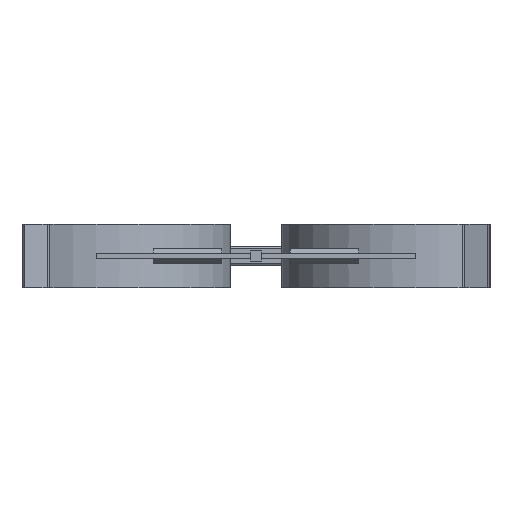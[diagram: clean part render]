
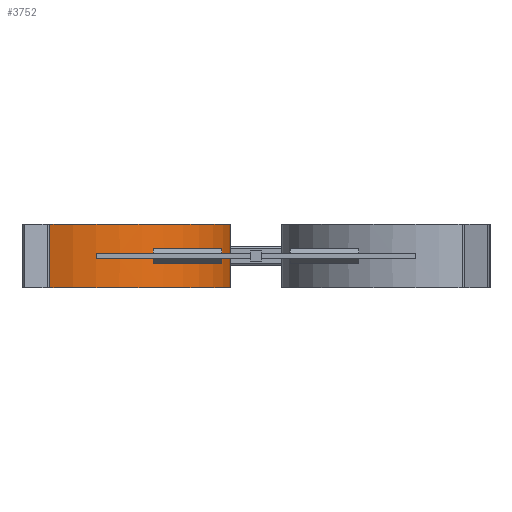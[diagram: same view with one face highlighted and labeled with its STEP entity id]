
A CAD part, left-side view. The second image highlights one B-rep face of the part: STEP entity #3752.
In plain terms, the highlighted cylindrical face has radius 59 mm (diameter 118 mm), a partial arc.
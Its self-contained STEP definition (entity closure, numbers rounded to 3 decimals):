
#229 = DIRECTION ( 'NONE',  ( 0., 0., -1. ) ) ;
#236 = FACE_OUTER_BOUND ( 'NONE', #6712, .T. ) ;
#370 = DIRECTION ( 'NONE',  ( 1., 0., 0. ) ) ;
#400 = VERTEX_POINT ( 'NONE', #2371 ) ;
#505 = CARTESIAN_POINT ( 'NONE',  ( -269., 70., -1.25 ) ) ;
#556 = AXIS2_PLACEMENT_3D ( 'NONE', #2424, #6528, #1725 ) ;
#753 = ORIENTED_EDGE ( 'NONE', *, *, #6087, .T. ) ;
#758 = LINE ( 'NONE', #8416, #2359 ) ;
#894 = EDGE_CURVE ( 'NONE', #2694, #3072, #758, .T. ) ;
#1009 = AXIS2_PLACEMENT_3D ( 'NONE', #6550, #1059, #1755 ) ;
#1059 = DIRECTION ( 'NONE',  ( 0., 0., 1. ) ) ;
#1478 = DIRECTION ( 'NONE',  ( 1., 0., 0. ) ) ;
#1549 = VERTEX_POINT ( 'NONE', #2474 ) ;
#1561 = CARTESIAN_POINT ( 'NONE',  ( -265.405, 90.282, 14. ) ) ;
#1635 = EDGE_CURVE ( 'NONE', #400, #6235, #8342, .T. ) ;
#1725 = DIRECTION ( 'NONE',  ( 1., 0., 0. ) ) ;
#1755 = DIRECTION ( 'NONE',  ( 1., 0., 0. ) ) ;
#1911 = DIRECTION ( 'NONE',  ( 0., 0., 1. ) ) ;
#1912 = VERTEX_POINT ( 'NONE', #4026 ) ;
#1958 = AXIS2_PLACEMENT_3D ( 'NONE', #6358, #229, #4350 ) ;
#2047 = ORIENTED_EDGE ( 'NONE', *, *, #2392, .T. ) ;
#2122 = CARTESIAN_POINT ( 'NONE',  ( -151., 70., -1.25 ) ) ;
#2123 = CIRCLE ( 'NONE', #1009, 59. ) ;
#2161 = CARTESIAN_POINT ( 'NONE',  ( -154.595, 90.282, -14. ) ) ;
#2179 = DIRECTION ( 'NONE',  ( 0., 0., 1. ) ) ;
#2359 = VECTOR ( 'NONE', #1911, 1000. ) ;
#2371 = CARTESIAN_POINT ( 'NONE',  ( -269., 70., -1.25 ) ) ;
#2392 = EDGE_CURVE ( 'NONE', #1912, #2694, #2123, .T. ) ;
#2406 = ORIENTED_EDGE ( 'NONE', *, *, #894, .T. ) ;
#2424 = CARTESIAN_POINT ( 'NONE',  ( -210., 70., 1.25 ) ) ;
#2474 = CARTESIAN_POINT ( 'NONE',  ( -151., 70., -1.25 ) ) ;
#2636 = AXIS2_PLACEMENT_3D ( 'NONE', #8554, #4477, #370 ) ;
#2694 = VERTEX_POINT ( 'NONE', #2161 ) ;
#2796 = LINE ( 'NONE', #2122, #7014 ) ;
#2994 = ORIENTED_EDGE ( 'NONE', *, *, #4587, .F. ) ;
#3072 = VERTEX_POINT ( 'NONE', #7310 ) ;
#3420 = CARTESIAN_POINT ( 'NONE',  ( -151., 70., 1.25 ) ) ;
#3752 = ADVANCED_FACE ( 'NONE', ( #236, #5310 ), #6900, .T. ) ;
#4026 = CARTESIAN_POINT ( 'NONE',  ( -265.405, 90.282, -14. ) ) ;
#4036 = ORIENTED_EDGE ( 'NONE', *, *, #8680, .F. ) ;
#4350 = DIRECTION ( 'NONE',  ( 1., 0., 0. ) ) ;
#4477 = DIRECTION ( 'NONE',  ( 0., 0., 1. ) ) ;
#4587 = EDGE_CURVE ( 'NONE', #7996, #3072, #8785, .T. ) ;
#4764 = CIRCLE ( 'NONE', #556, 59. ) ;
#4985 = CARTESIAN_POINT ( 'NONE',  ( -269., 70., 1.25 ) ) ;
#5053 = DIRECTION ( 'NONE',  ( 0., 0., -1. ) ) ;
#5310 = FACE_BOUND ( 'NONE', #6498, .T. ) ;
#5425 = ORIENTED_EDGE ( 'NONE', *, *, #6230, .T. ) ;
#5577 = VERTEX_POINT ( 'NONE', #3420 ) ;
#5608 = CARTESIAN_POINT ( 'NONE',  ( -210., 70., -14. ) ) ;
#5789 = EDGE_CURVE ( 'NONE', #1549, #5577, #2796, .T. ) ;
#6087 = EDGE_CURVE ( 'NONE', #7996, #1912, #6268, .T. ) ;
#6192 = DIRECTION ( 'NONE',  ( 0., 0., 1. ) ) ;
#6230 = EDGE_CURVE ( 'NONE', #1549, #400, #7231, .T. ) ;
#6235 = VERTEX_POINT ( 'NONE', #4985 ) ;
#6268 = LINE ( 'NONE', #8435, #7873 ) ;
#6332 = VECTOR ( 'NONE', #6657, 1000. ) ;
#6358 = CARTESIAN_POINT ( 'NONE',  ( -210., 70., -1.25 ) ) ;
#6498 = EDGE_LOOP ( 'NONE', ( #5425, #8423, #4036, #7163 ) ) ;
#6528 = DIRECTION ( 'NONE',  ( 0., 0., -1. ) ) ;
#6550 = CARTESIAN_POINT ( 'NONE',  ( -210., 70., -14. ) ) ;
#6657 = DIRECTION ( 'NONE',  ( 0., 0., 1. ) ) ;
#6712 = EDGE_LOOP ( 'NONE', ( #2047, #2406, #2994, #753 ) ) ;
#6822 = AXIS2_PLACEMENT_3D ( 'NONE', #5608, #2179, #1478 ) ;
#6900 = CYLINDRICAL_SURFACE ( 'NONE', #6822, 59. ) ;
#7014 = VECTOR ( 'NONE', #6192, 1000. ) ;
#7163 = ORIENTED_EDGE ( 'NONE', *, *, #5789, .F. ) ;
#7231 = CIRCLE ( 'NONE', #1958, 59. ) ;
#7310 = CARTESIAN_POINT ( 'NONE',  ( -154.595, 90.282, 14. ) ) ;
#7873 = VECTOR ( 'NONE', #5053, 1000. ) ;
#7996 = VERTEX_POINT ( 'NONE', #1561 ) ;
#8342 = LINE ( 'NONE', #505, #6332 ) ;
#8416 = CARTESIAN_POINT ( 'NONE',  ( -154.595, 90.282, -14. ) ) ;
#8423 = ORIENTED_EDGE ( 'NONE', *, *, #1635, .T. ) ;
#8435 = CARTESIAN_POINT ( 'NONE',  ( -265.405, 90.282, -14. ) ) ;
#8554 = CARTESIAN_POINT ( 'NONE',  ( -210., 70., 14. ) ) ;
#8680 = EDGE_CURVE ( 'NONE', #5577, #6235, #4764, .T. ) ;
#8785 = CIRCLE ( 'NONE', #2636, 59. ) ;
